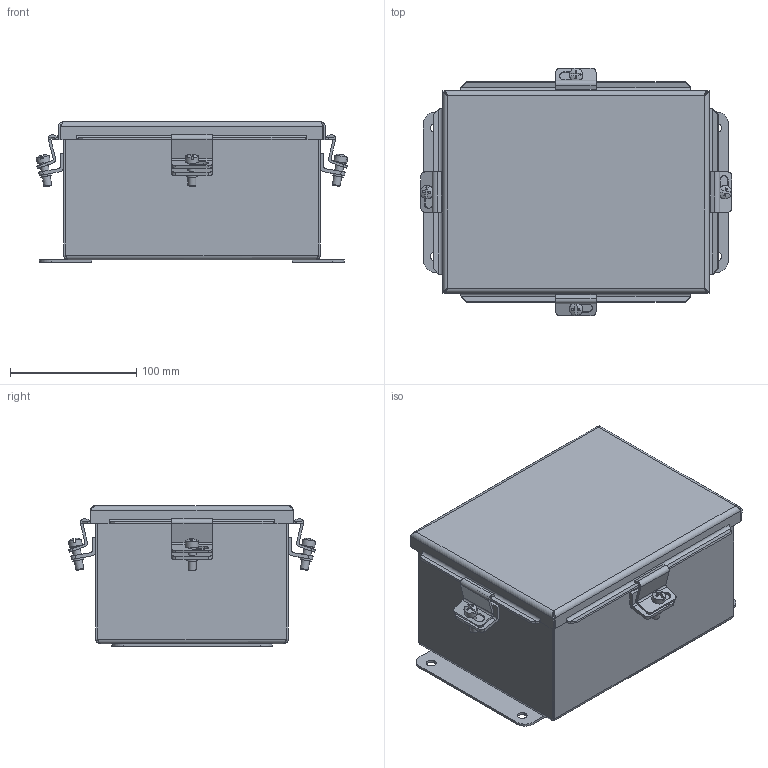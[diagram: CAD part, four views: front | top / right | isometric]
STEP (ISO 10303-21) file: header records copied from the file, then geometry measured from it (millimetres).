
FILE_DESCRIPTION(/* description */ ('NEMA4,JIC,316SS,8X6X4'),/* implementation_level */ '2;1');
FILE_NAME(/* name */ 'BN4080604SSA.stp',/* time_stamp */ '2021-10-14T11:39:51-05:00',/* author */ ('jeberhart'),/* organization */ (''),/* preprocessor_version */ 'ST-DEVELOPER v18',/* originating_system */ 'Autodesk Inventor 2020',/* authorisation */ '');
FILE_SCHEMA (('AUTOMOTIVE_DESIGN { 1 0 10303 214 3 1 1 }'));
Length unit declared in the file: inch
Products named in the file (10): BN4080604SSA; 34973; 30811; 372164; 30810; B_0806SSALID; HFW3883; B_080604_SSABKP; 348128; B_0806_FIP
Assembly tree (22 placements, depth 2):
  BN4080604SSA
    34973  x4
    30811  x4
    372164  x4
    30810  x4
    B_0806SSALID
    HFW3883
    B_080604_SSABKP
    348128  x2
    B_0806_FIP
Bounding box: 246.58 x 195.82 x 111.35 mm (x, y, z)
Volume: 308218.1 mm3; surface area: 371869.6 mm2
Topology: 22 solids, 22 shells, 541 faces, 1302 edges, 833 vertices
Faces by surface type: plane 304, cylinder 146, bspline 48, torus 30, sphere 8, cone 5
Full cylindrical faces by diameter (mm): 2.794 x16, 3.962 x4, 4.826 x1, 4.978 x4, 6.35 x4, 7.62 x4, 7.874 x4, 8.56 x1, 8.738 x4, 10.402 x4, 15.875 x4
Entity records: 10165 total; most frequent: CARTESIAN_POINT 2571, DIRECTION 1421, ORIENTED_EDGE 1416, EDGE_CURVE 708, AXIS2_PLACEMENT_3D 482, LINE 457, VECTOR 457, VERTEX_POINT 427
